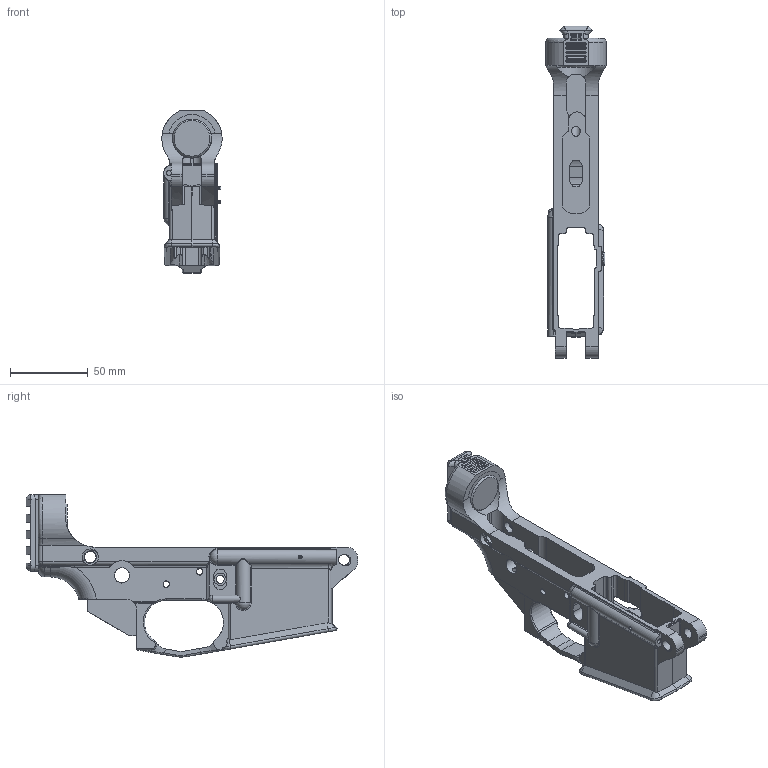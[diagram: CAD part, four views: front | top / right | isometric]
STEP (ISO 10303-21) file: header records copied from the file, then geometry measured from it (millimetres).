
FILE_DESCRIPTION(/* description */ (''),/* implementation_level */ '2;1');
FILE_NAME(/* name */ 'SC1522.step',/* time_stamp */ '2020-10-25T01:51:39-04:00',/* author */ (''),/* organization */ (''),/* preprocessor_version */ 'ST-DEVELOPER v18.1',/* originating_system */ 'Autodesk Translation Framework v9.3.0.1241',/* authorisation */ '');
FILE_SCHEMA (('AUTOMOTIVE_DESIGN { 1 0 10303 214 3 1 1 }'));
Length unit declared in the file: millimetre
Products named in the file (1): SC1522
Bounding box: 38.75 x 213.55 x 104.4 mm (x, y, z)
Volume: 129537.2 mm3; surface area: 56767.6 mm2
Topology: 2 solids, 2 shells, 533 faces, 1447 edges, 910 vertices
Faces by surface type: cylinder 205, plane 199, bspline 76, torus 33, cone 14, sphere 6
Full cylindrical faces by diameter (mm): 2.481 x1, 3.962 x2, 4.2 x1, 4.262 x2, 4.9 x1, 5.182 x1, 5.537 x1, 7 x2, 7.475 x2, 7.925 x3, 9.85 x2, 10.476 x2
Entity records: 21728 total; most frequent: CARTESIAN_POINT 8623, ORIENTED_EDGE 2872, DIRECTION 2611, EDGE_CURVE 1436, AXIS2_PLACEMENT_3D 950, VERTEX_POINT 910, LINE 711, VECTOR 711
